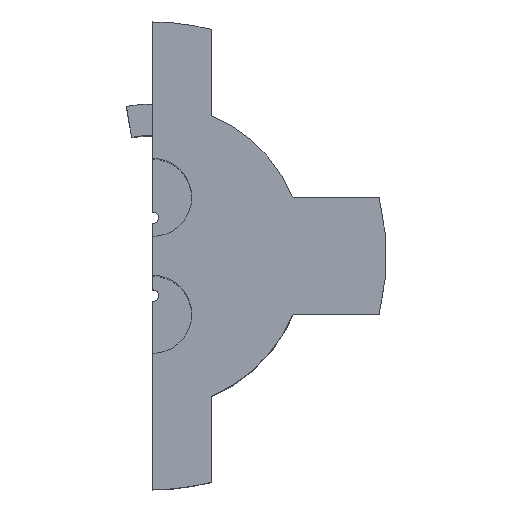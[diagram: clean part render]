
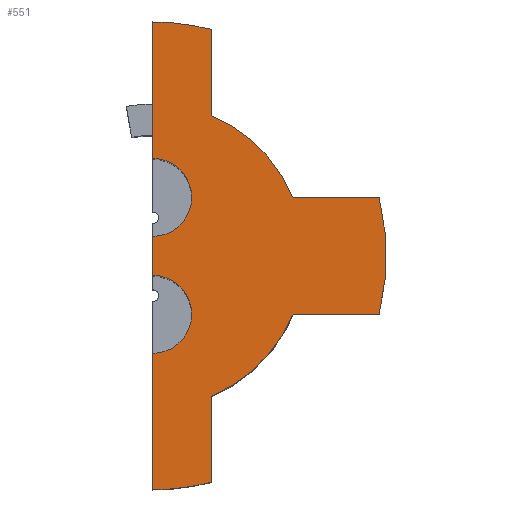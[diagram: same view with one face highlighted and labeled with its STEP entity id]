
A CAD part, top view. The second image highlights one B-rep face of the part: STEP entity #551.
In plain terms, the highlighted planar face has unit normal (0, 0, 1).
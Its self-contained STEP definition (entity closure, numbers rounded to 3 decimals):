
#49=FACE_OUTER_BOUND('',#78,.T.);
#78=EDGE_LOOP('',(#458,#459,#460,#461,#462,#463,#464,#465,#466,#467,#468,
#469,#470,#471));
#93=LINE('',#829,#146);
#97=LINE('',#840,#150);
#102=LINE('',#854,#155);
#107=LINE('',#871,#160);
#118=LINE('',#901,#171);
#127=LINE('',#918,#180);
#136=LINE('',#936,#189);
#146=VECTOR('',#662,10.);
#150=VECTOR('',#672,10.);
#155=VECTOR('',#685,10.);
#160=VECTOR('',#702,10.);
#171=VECTOR('',#731,10.);
#180=VECTOR('',#742,10.);
#189=VECTOR('',#753,10.);
#194=CIRCLE('',#580,6.);
#197=CIRCLE('',#587,6.);
#200=CIRCLE('',#593,6.);
#206=CIRCLE('',#608,1.);
#210=CIRCLE('',#615,1.);
#211=CIRCLE('',#616,3.9);
#212=CIRCLE('',#617,3.9);
#225=VERTEX_POINT('',#819);
#226=VERTEX_POINT('',#820);
#229=VERTEX_POINT('',#828);
#232=VERTEX_POINT('',#838);
#233=VERTEX_POINT('',#839);
#236=VERTEX_POINT('',#847);
#238=VERTEX_POINT('',#853);
#240=VERTEX_POINT('',#861);
#241=VERTEX_POINT('',#862);
#244=VERTEX_POINT('',#870);
#254=VERTEX_POINT('',#900);
#261=VERTEX_POINT('',#916);
#263=VERTEX_POINT('',#922);
#269=VERTEX_POINT('',#934);
#281=EDGE_CURVE('',#225,#226,#194,.T.);
#285=EDGE_CURVE('',#229,#226,#93,.T.);
#290=EDGE_CURVE('',#232,#233,#97,.T.);
#294=EDGE_CURVE('',#232,#236,#197,.T.);
#297=EDGE_CURVE('',#238,#236,#102,.T.);
#301=EDGE_CURVE('',#240,#241,#200,.T.);
#305=EDGE_CURVE('',#244,#240,#107,.T.);
#320=EDGE_CURVE('',#254,#225,#118,.T.);
#329=EDGE_CURVE('',#261,#241,#127,.T.);
#338=EDGE_CURVE('',#263,#269,#136,.T.);
#339=EDGE_CURVE('',#261,#263,#206,.T.);
#343=EDGE_CURVE('',#269,#254,#210,.T.);
#344=EDGE_CURVE('',#229,#233,#211,.T.);
#345=EDGE_CURVE('',#238,#244,#212,.T.);
#458=ORIENTED_EDGE('',*,*,#338,.T.);
#459=ORIENTED_EDGE('',*,*,#343,.T.);
#460=ORIENTED_EDGE('',*,*,#320,.T.);
#461=ORIENTED_EDGE('',*,*,#281,.T.);
#462=ORIENTED_EDGE('',*,*,#285,.F.);
#463=ORIENTED_EDGE('',*,*,#344,.T.);
#464=ORIENTED_EDGE('',*,*,#290,.F.);
#465=ORIENTED_EDGE('',*,*,#294,.T.);
#466=ORIENTED_EDGE('',*,*,#297,.F.);
#467=ORIENTED_EDGE('',*,*,#345,.T.);
#468=ORIENTED_EDGE('',*,*,#305,.T.);
#469=ORIENTED_EDGE('',*,*,#301,.T.);
#470=ORIENTED_EDGE('',*,*,#329,.F.);
#471=ORIENTED_EDGE('',*,*,#339,.T.);
#525=PLANE('',#614);
#551=ADVANCED_FACE('',(#49),#525,.T.);
#580=AXIS2_PLACEMENT_3D('',#821,#654,#655);
#587=AXIS2_PLACEMENT_3D('',#848,#678,#679);
#593=AXIS2_PLACEMENT_3D('',#863,#694,#695);
#608=AXIS2_PLACEMENT_3D('',#938,#756,#757);
#614=AXIS2_PLACEMENT_3D('',#944,#768,#769);
#615=AXIS2_PLACEMENT_3D('',#945,#770,#771);
#616=AXIS2_PLACEMENT_3D('',#946,#772,#773);
#617=AXIS2_PLACEMENT_3D('',#947,#774,#775);
#654=DIRECTION('center_axis',(0.,0.,1.));
#655=DIRECTION('ref_axis',(0.,-1.,0.));
#662=DIRECTION('',(0.,-1.,0.));
#672=DIRECTION('',(-1.,0.,0.));
#678=DIRECTION('center_axis',(0.,0.,1.));
#679=DIRECTION('ref_axis',(0.968,-0.25,0.));
#685=DIRECTION('',(1.,0.,0.));
#694=DIRECTION('center_axis',(0.,0.,1.));
#695=DIRECTION('ref_axis',(0.25,0.968,0.));
#702=DIRECTION('',(0.,1.,0.));
#731=DIRECTION('',(0.,-1.,0.));
#742=DIRECTION('',(0.,1.,0.));
#753=DIRECTION('',(0.,-1.,0.));
#756=DIRECTION('center_axis',(0.,0.,-1.));
#757=DIRECTION('ref_axis',(1.,0.,0.));
#768=DIRECTION('center_axis',(0.,0.,1.));
#769=DIRECTION('ref_axis',(1.,0.,0.));
#770=DIRECTION('center_axis',(0.,0.,-1.));
#771=DIRECTION('ref_axis',(1.,0.,0.));
#772=DIRECTION('center_axis',(0.,0.,1.));
#773=DIRECTION('ref_axis',(1.,0.,0.));
#774=DIRECTION('center_axis',(0.,0.,1.));
#775=DIRECTION('ref_axis',(1.,0.,0.));
#819=CARTESIAN_POINT('',(0.,-6.,15.));
#820=CARTESIAN_POINT('',(1.5,-5.809,15.));
#821=CARTESIAN_POINT('Origin',(0.,0.,15.));
#828=CARTESIAN_POINT('',(1.5,-3.6,15.));
#829=CARTESIAN_POINT('',(1.5,-5.292,15.));
#838=CARTESIAN_POINT('',(5.809,-1.5,15.));
#839=CARTESIAN_POINT('',(3.6,-1.5,15.));
#840=CARTESIAN_POINT('',(5.292,-1.5,15.));
#847=CARTESIAN_POINT('',(5.809,1.5,15.));
#848=CARTESIAN_POINT('Origin',(0.,0.,15.));
#853=CARTESIAN_POINT('',(3.6,1.5,15.));
#854=CARTESIAN_POINT('',(5.292,1.5,15.));
#861=CARTESIAN_POINT('',(1.5,5.809,15.));
#862=CARTESIAN_POINT('',(0.,6.,15.));
#863=CARTESIAN_POINT('Origin',(0.,0.,15.));
#870=CARTESIAN_POINT('',(1.5,3.6,15.));
#871=CARTESIAN_POINT('',(1.5,3.6,15.));
#900=CARTESIAN_POINT('',(0.,-2.5,15.));
#901=CARTESIAN_POINT('',(0.,-3.9,15.));
#916=CARTESIAN_POINT('',(0.,2.5,15.));
#918=CARTESIAN_POINT('',(0.,3.9,15.));
#922=CARTESIAN_POINT('',(0.,0.5,15.));
#934=CARTESIAN_POINT('',(0.,-0.5,15.));
#936=CARTESIAN_POINT('',(0.,1.95,15.));
#938=CARTESIAN_POINT('Origin',(0.,1.5,15.));
#944=CARTESIAN_POINT('Origin',(0.,0.,15.));
#945=CARTESIAN_POINT('Origin',(0.,-1.5,15.));
#946=CARTESIAN_POINT('Origin',(0.,0.,15.));
#947=CARTESIAN_POINT('Origin',(0.,0.,15.));
